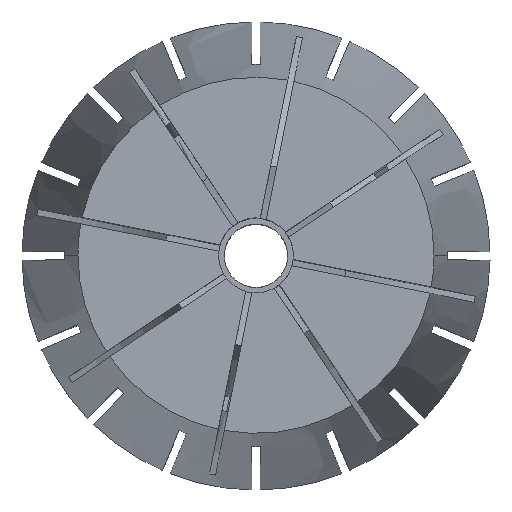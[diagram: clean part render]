
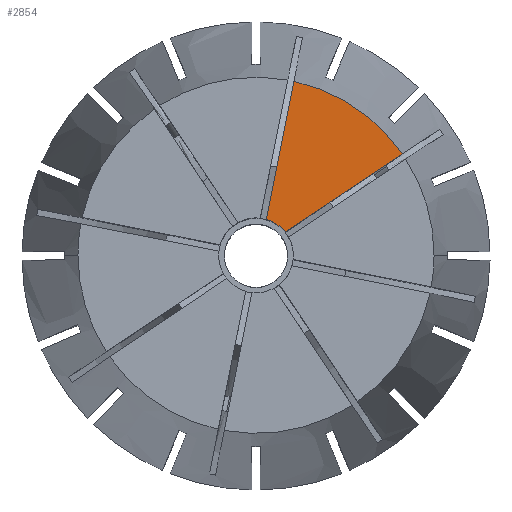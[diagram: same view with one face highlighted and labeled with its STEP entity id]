
A CAD part, top view. The second image highlights one B-rep face of the part: STEP entity #2854.
In plain terms, the highlighted planar face has unit normal (0, 0, 1).
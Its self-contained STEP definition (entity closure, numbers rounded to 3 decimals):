
#371 = PLANE ( 'NONE',  #1241 ) ;
#946 = DIRECTION ( 'NONE',  ( 1., 0., 0. ) ) ;
#949 = EDGE_LOOP ( 'NONE', ( #7637, #1243, #2268, #3536 ) ) ;
#1007 = EDGE_CURVE ( 'NONE', #1114, #5881, #4173, .T. ) ;
#1034 = AXIS2_PLACEMENT_3D ( 'NONE', #3680, #5420, #4172 ) ;
#1114 = VERTEX_POINT ( 'NONE', #3742 ) ;
#1241 = AXIS2_PLACEMENT_3D ( 'NONE', #1467, #6182, #2657 ) ;
#1243 = ORIENTED_EDGE ( 'NONE', *, *, #6124, .F. ) ;
#1308 = DIRECTION ( 'NONE',  ( -0.195, -0.981, 0. ) ) ;
#1467 = CARTESIAN_POINT ( 'NONE',  ( 0., 0., 0. ) ) ;
#1508 = LINE ( 'NONE', #7290, #7053 ) ;
#1696 = VERTEX_POINT ( 'NONE', #2293 ) ;
#2042 = LINE ( 'NONE', #5311, #5103 ) ;
#2268 = ORIENTED_EDGE ( 'NONE', *, *, #5707, .T. ) ;
#2293 = CARTESIAN_POINT ( 'NONE',  ( 3.312, 15.24, 0. ) ) ;
#2657 = DIRECTION ( 'NONE',  ( -1., 0., 0. ) ) ;
#2854 = ADVANCED_FACE ( 'NONE', ( #3228 ), #371, .F. ) ;
#2973 = CIRCLE ( 'NONE', #1034, 15.595 ) ;
#3228 = FACE_OUTER_BOUND ( 'NONE', #949, .T. ) ;
#3238 = CARTESIAN_POINT ( 'NONE',  ( 0.907, 3.15, 0. ) ) ;
#3536 = ORIENTED_EDGE ( 'NONE', *, *, #7149, .T. ) ;
#3680 = CARTESIAN_POINT ( 'NONE',  ( 0., 0., 0. ) ) ;
#3742 = CARTESIAN_POINT ( 'NONE',  ( 2.563, 2.043, 0. ) ) ;
#4172 = DIRECTION ( 'NONE',  ( 1., 0., 0. ) ) ;
#4173 = CIRCLE ( 'NONE', #6279, 3.278 ) ;
#4485 = CARTESIAN_POINT ( 'NONE',  ( 0., 0., 0. ) ) ;
#4612 = VERTEX_POINT ( 'NONE', #5699 ) ;
#5103 = VECTOR ( 'NONE', #7090, 1000. ) ;
#5311 = CARTESIAN_POINT ( 'NONE',  ( -0.153, 0.229, 0. ) ) ;
#5420 = DIRECTION ( 'NONE',  ( 0., 0., 1. ) ) ;
#5609 = DIRECTION ( 'NONE',  ( 0., 0., 1. ) ) ;
#5699 = CARTESIAN_POINT ( 'NONE',  ( 12.812, 8.892, 0. ) ) ;
#5707 = EDGE_CURVE ( 'NONE', #4612, #1696, #2973, .T. ) ;
#5881 = VERTEX_POINT ( 'NONE', #3238 ) ;
#6124 = EDGE_CURVE ( 'NONE', #4612, #1114, #2042, .T. ) ;
#6182 = DIRECTION ( 'NONE',  ( 0., 0., -1. ) ) ;
#6279 = AXIS2_PLACEMENT_3D ( 'NONE', #4485, #5609, #946 ) ;
#7053 = VECTOR ( 'NONE', #1308, 1000. ) ;
#7090 = DIRECTION ( 'NONE',  ( -0.831, -0.556, 0. ) ) ;
#7149 = EDGE_CURVE ( 'NONE', #1696, #5881, #1508, .T. ) ;
#7290 = CARTESIAN_POINT ( 'NONE',  ( 0.27, -0.054, 0. ) ) ;
#7637 = ORIENTED_EDGE ( 'NONE', *, *, #1007, .F. ) ;
